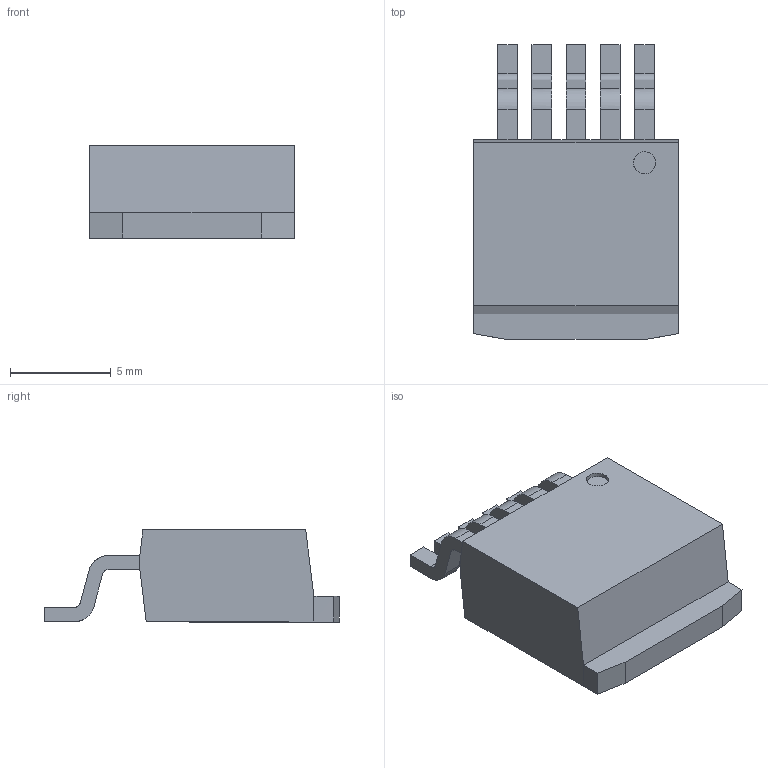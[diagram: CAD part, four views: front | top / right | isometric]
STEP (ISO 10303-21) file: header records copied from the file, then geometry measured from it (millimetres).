
FILE_DESCRIPTION (( 'STEP AP214' ), '1' );
FILE_NAME ('8D4F03A8-32B1-4308-9AEB-CFD7AF91E94A.STEP', '2008-03-10T17:27:05', ( 'sysAdmin' ), ( 'SolidWorks' ), 'SwSTEP 2.0', 'SolidWorks 2008', '' );
FILE_SCHEMA (( 'AUTOMOTIVE_DESIGN' ));
Length unit declared in the file: millimetre
Products named in the file (1): 8D4F03A8-32B1-4308-9AEB-CFD7AF91E94A
Bounding box: 10.16 x 14.64 x 4.58 mm (x, y, z)
Volume: 427 mm3; surface area: 471.9 mm2
Topology: 1 solids, 1 shells, 88 faces, 235 edges, 150 vertices
Faces by surface type: plane 66, cylinder 22
Entity records: 3043 total; most frequent: CARTESIAN_POINT 737, ORIENTED_EDGE 470, DIRECTION 378, EDGE_CURVE 235, VECTOR 184, LINE 184, VERTEX_POINT 150, AXIS2_PLACEMENT_3D 97
